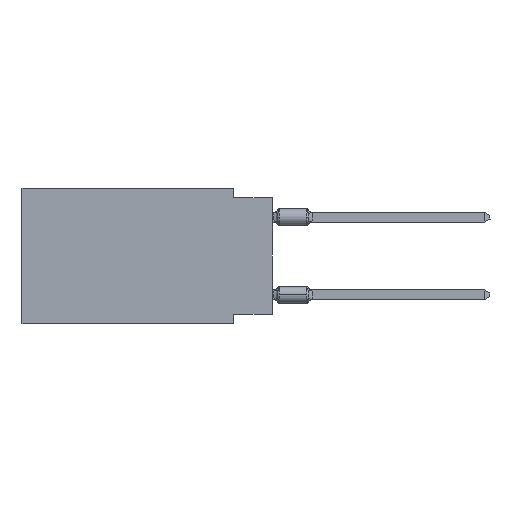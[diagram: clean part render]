
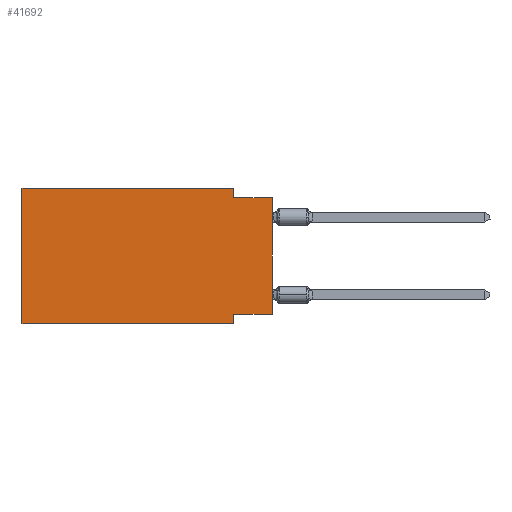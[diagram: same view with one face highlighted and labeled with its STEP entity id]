
A CAD part, left-side view. The second image highlights one B-rep face of the part: STEP entity #41692.
In plain terms, the highlighted planar face has unit normal (-1, 0, 0).
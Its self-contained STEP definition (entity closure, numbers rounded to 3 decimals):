
#202 = DIRECTION ( 'NONE',  ( 0., -1., 0. ) ) ;
#801 = EDGE_LOOP ( 'NONE', ( #14498, #44673, #27994, #2058, #14614, #22768, #27582, #43607 ) ) ;
#1654 = CARTESIAN_POINT ( 'NONE',  ( 0., 0., -8.255 ) ) ;
#2058 = ORIENTED_EDGE ( 'NONE', *, *, #39228, .F. ) ;
#2988 = EDGE_CURVE ( 'NONE', #50021, #54984, #5805, .T. ) ;
#3002 = VERTEX_POINT ( 'NONE', #27385 ) ;
#3954 = EDGE_CURVE ( 'NONE', #3002, #8064, #6546, .T. ) ;
#5805 = LINE ( 'NONE', #45453, #20742 ) ;
#6091 = DIRECTION ( 'NONE',  ( 0., 0., -1. ) ) ;
#6119 = VECTOR ( 'NONE', #36990, 1000. ) ;
#6546 = LINE ( 'NONE', #19749, #6119 ) ;
#8064 = VERTEX_POINT ( 'NONE', #47556 ) ;
#10920 = DIRECTION ( 'NONE',  ( 0., 0., -1. ) ) ;
#11776 = FACE_OUTER_BOUND ( 'NONE', #801, .T. ) ;
#12625 = CARTESIAN_POINT ( 'NONE',  ( 0., 16.383, 0. ) ) ;
#14216 = CARTESIAN_POINT ( 'NONE',  ( 0., 16.383, 0. ) ) ;
#14498 = ORIENTED_EDGE ( 'NONE', *, *, #37819, .T. ) ;
#14614 = ORIENTED_EDGE ( 'NONE', *, *, #25145, .F. ) ;
#15505 = CARTESIAN_POINT ( 'NONE',  ( 0., 2.54, -8.255 ) ) ;
#16368 = PLANE ( 'NONE',  #18034 ) ;
#17552 = VECTOR ( 'NONE', #54300, 1000. ) ;
#18034 = AXIS2_PLACEMENT_3D ( 'NONE', #24390, #41930, #10920 ) ;
#19381 = EDGE_CURVE ( 'NONE', #25438, #23587, #36400, .T. ) ;
#19749 = CARTESIAN_POINT ( 'NONE',  ( 0., 16.383, -8.89 ) ) ;
#20581 = VECTOR ( 'NONE', #21246, 1000. ) ;
#20742 = VECTOR ( 'NONE', #6091, 1000. ) ;
#20816 = EDGE_CURVE ( 'NONE', #23587, #8064, #35629, .T. ) ;
#21246 = DIRECTION ( 'NONE',  ( 0., -1., 0. ) ) ;
#21707 = VECTOR ( 'NONE', #50487, 1000. ) ;
#22270 = CARTESIAN_POINT ( 'NONE',  ( 0., 0., -0.635 ) ) ;
#22768 = ORIENTED_EDGE ( 'NONE', *, *, #3954, .T. ) ;
#23587 = VERTEX_POINT ( 'NONE', #15505 ) ;
#24390 = CARTESIAN_POINT ( 'NONE',  ( 0., 16.383, 0. ) ) ;
#25145 = EDGE_CURVE ( 'NONE', #3002, #26075, #29820, .T. ) ;
#25438 = VERTEX_POINT ( 'NONE', #55866 ) ;
#26075 = VERTEX_POINT ( 'NONE', #14216 ) ;
#27385 = CARTESIAN_POINT ( 'NONE',  ( 0., 16.383, -8.89 ) ) ;
#27582 = ORIENTED_EDGE ( 'NONE', *, *, #20816, .F. ) ;
#27994 = ORIENTED_EDGE ( 'NONE', *, *, #2988, .F. ) ;
#29820 = LINE ( 'NONE', #43052, #49575 ) ;
#30149 = LINE ( 'NONE', #12625, #20581 ) ;
#31480 = CARTESIAN_POINT ( 'NONE',  ( 0., 2.54, -0.635 ) ) ;
#34410 = VERTEX_POINT ( 'NONE', #42013 ) ;
#35591 = VECTOR ( 'NONE', #202, 1000. ) ;
#35629 = LINE ( 'NONE', #53163, #37250 ) ;
#36124 = CARTESIAN_POINT ( 'NONE',  ( 0., 2.54, 0. ) ) ;
#36400 = LINE ( 'NONE', #1654, #21707 ) ;
#36990 = DIRECTION ( 'NONE',  ( 0., -1., 0. ) ) ;
#37250 = VECTOR ( 'NONE', #56359, 1000. ) ;
#37641 = CARTESIAN_POINT ( 'NONE',  ( 0., 0., 0. ) ) ;
#37819 = EDGE_CURVE ( 'NONE', #25438, #34410, #54568, .T. ) ;
#38743 = DIRECTION ( 'NONE',  ( 0., 0., 1. ) ) ;
#39228 = EDGE_CURVE ( 'NONE', #26075, #50021, #30149, .T. ) ;
#41692 = ADVANCED_FACE ( 'NONE', ( #11776 ), #16368, .F. ) ;
#41930 = DIRECTION ( 'NONE',  ( 1., 0., 0. ) ) ;
#42013 = CARTESIAN_POINT ( 'NONE',  ( 0., 0., -0.635 ) ) ;
#43052 = CARTESIAN_POINT ( 'NONE',  ( 0., 16.383, 0. ) ) ;
#43455 = EDGE_CURVE ( 'NONE', #54984, #34410, #52739, .T. ) ;
#43607 = ORIENTED_EDGE ( 'NONE', *, *, #19381, .F. ) ;
#44673 = ORIENTED_EDGE ( 'NONE', *, *, #43455, .F. ) ;
#45453 = CARTESIAN_POINT ( 'NONE',  ( 0., 2.54, 0. ) ) ;
#47556 = CARTESIAN_POINT ( 'NONE',  ( 0., 2.54, -8.89 ) ) ;
#49575 = VECTOR ( 'NONE', #38743, 1000. ) ;
#50021 = VERTEX_POINT ( 'NONE', #36124 ) ;
#50487 = DIRECTION ( 'NONE',  ( 0., 1., 0. ) ) ;
#52739 = LINE ( 'NONE', #22270, #35591 ) ;
#53163 = CARTESIAN_POINT ( 'NONE',  ( 0., 2.54, -8.89 ) ) ;
#54300 = DIRECTION ( 'NONE',  ( 0., 0., 1. ) ) ;
#54568 = LINE ( 'NONE', #37641, #17552 ) ;
#54984 = VERTEX_POINT ( 'NONE', #31480 ) ;
#55866 = CARTESIAN_POINT ( 'NONE',  ( 0., 0., -8.255 ) ) ;
#56359 = DIRECTION ( 'NONE',  ( 0., 0., -1. ) ) ;
